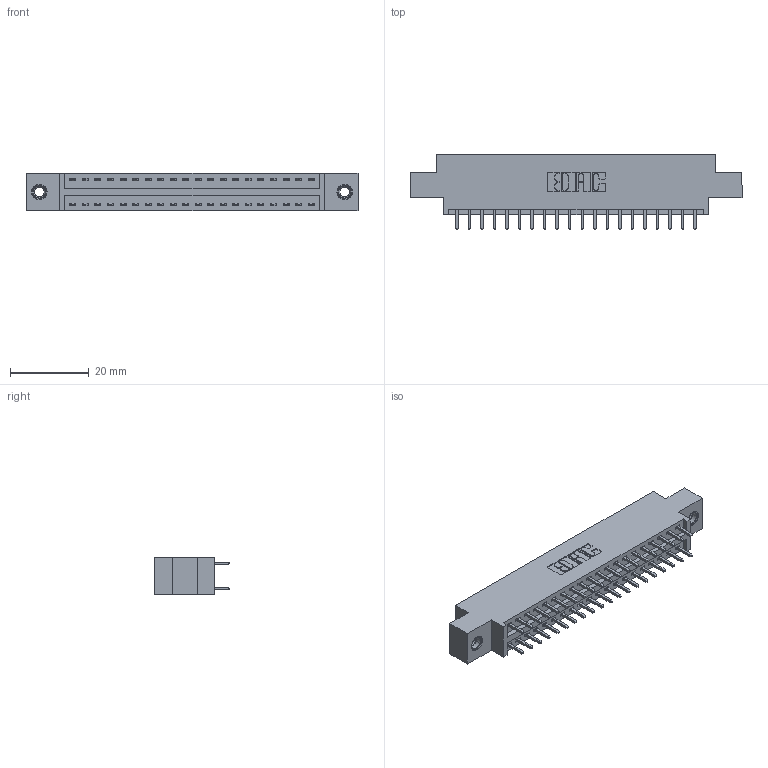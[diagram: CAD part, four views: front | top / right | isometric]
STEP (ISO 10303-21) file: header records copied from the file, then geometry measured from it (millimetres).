
FILE_DESCRIPTION (( 'STEP AP203' ), '1' );
FILE_NAME ('396-040-521-807.STEP', '2018-09-06T11:41:24', ( '' ), ( '' ), 'SwSTEP 2.0', 'SolidWorks 2016', '' );
FILE_SCHEMA (( 'CONFIG_CONTROL_DESIGN' ));
Length unit declared in the file: inch
Products named in the file (4): 396-040-521-807; 346 Part_0.170 Offset - 0.156 Dia-TI; 345-292-001_345-293-121; 345-250-001_345-250-005-103
Assembly tree (43 placements, depth 2):
  396-040-521-807
    346 Part_0.170 Offset - 0.156 Dia-TI
    345-292-001_345-293-121  x40
    345-250-001_345-250-005-103  x2
Bounding box: 84.07 x 19.05 x 9.4 mm (x, y, z)
Volume: 7842.9 mm3; surface area: 10538.3 mm2
Topology: 43 solids, 43 shells, 2266 faces, 6677 edges, 4390 vertices
Faces by surface type: plane 1512, cylinder 738, cone 12, torus 4
Entity records: 17350 total; most frequent: CARTESIAN_POINT 2875, ORIENTED_EDGE 2802, DIRECTION 2611, EDGE_CURVE 1401, VECTOR 1169, LINE 1169, VERTEX_POINT 928, AXIS2_PLACEMENT_3D 721
